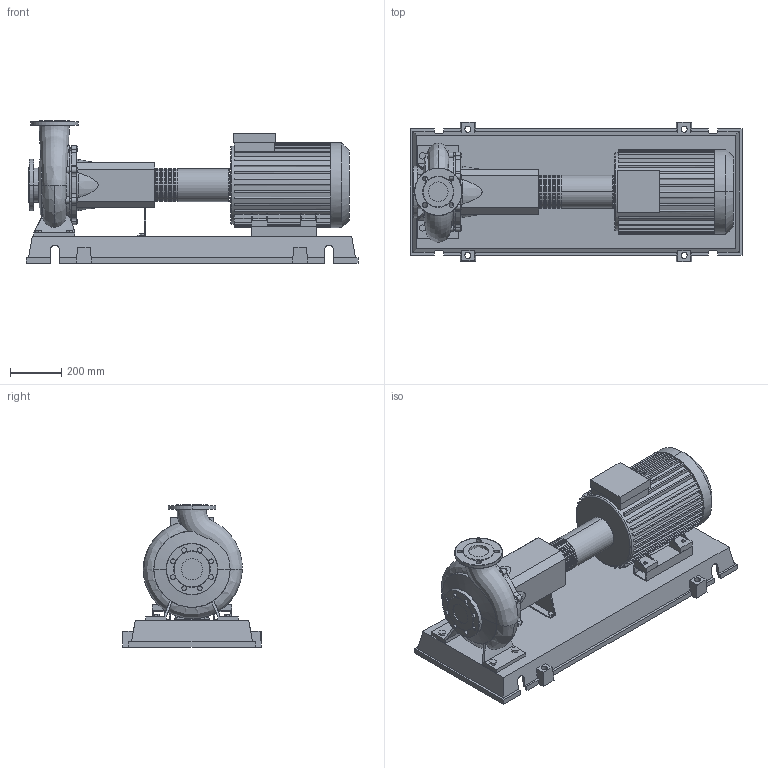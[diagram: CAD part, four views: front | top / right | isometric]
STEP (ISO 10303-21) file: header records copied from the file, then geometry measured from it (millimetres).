
FILE_DESCRIPTION((''),'2;1');
FILE_NAME('3d_NL65_250-18.5-2-12-4109199.stp','2015-03-03T07:17:29',(''),(''),'Mechanical Desktop 2009','Mechanical Desktop 2009',', , ');
FILE_SCHEMA(('CONFIG_CONTROL_DESIGN'));
Length unit declared in the file: millimetre
Products named in the file (1): Product
Bounding box: 1290 x 540 x 553 mm (x, y, z)
Volume: 75226332.7 mm3; surface area: 4270682.9 mm2
Topology: 13 solids, 13 shells, 873 faces, 2314 edges, 1523 vertices
Faces by surface type: plane 445, cylinder 221, bspline 185, cone 12, torus 10
Entity records: 32188 total; most frequent: CARTESIAN_POINT 10433, ORIENTED_EDGE 4630, DIRECTION 4313, EDGE_CURVE 2315, VERTEX_POINT 1522, VECTOR 1459, LINE 1459, AXIS2_PLACEMENT_3D 1427
